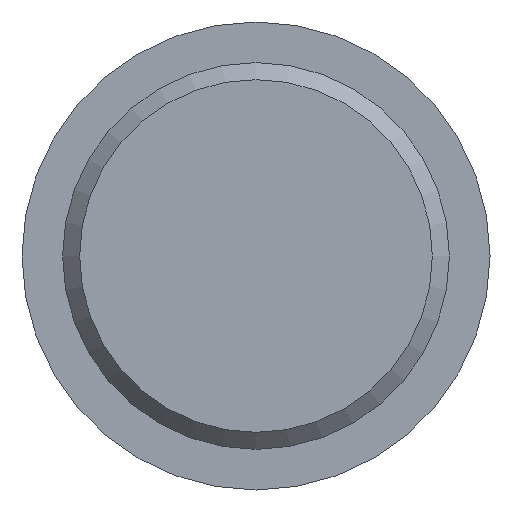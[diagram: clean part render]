
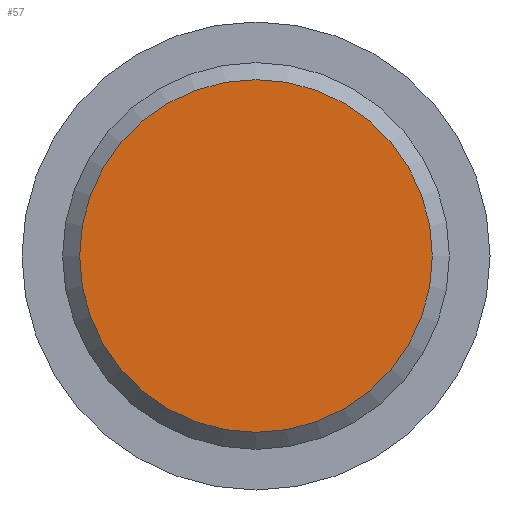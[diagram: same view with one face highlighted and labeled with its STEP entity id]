
A CAD part, front view. The second image highlights one B-rep face of the part: STEP entity #57.
In plain terms, the highlighted planar face has unit normal (0, -1, 0).
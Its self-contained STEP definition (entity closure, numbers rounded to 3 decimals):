
#57 = ADVANCED_FACE( '', ( #125 ), #126, .F. );
#125 = FACE_OUTER_BOUND( '', #202, .T. );
#126 = PLANE( '', #203 );
#202 = EDGE_LOOP( '', ( #293 ) );
#203 = AXIS2_PLACEMENT_3D( '', #294, #295, #296 );
#293 = ORIENTED_EDGE( '', *, *, #431, .T. );
#294 = CARTESIAN_POINT( '', ( 12.059, -16., 0. ) );
#295 = DIRECTION( '', ( 0., 1., 0. ) );
#296 = DIRECTION( '', ( 0., 0., 1. ) );
#431 = EDGE_CURVE( '', #503, #503, #504, .T. );
#503 = VERTEX_POINT( '', #622 );
#504 = CIRCLE( '', #623, 12.059 );
#622 = CARTESIAN_POINT( '', ( 0., -16., -12.059 ) );
#623 = AXIS2_PLACEMENT_3D( '', #741, #742, #743 );
#741 = CARTESIAN_POINT( '', ( 0., -16., 0. ) );
#742 = DIRECTION( '', ( 0., -1., 0. ) );
#743 = DIRECTION( '', ( 0., 0., -1. ) );
